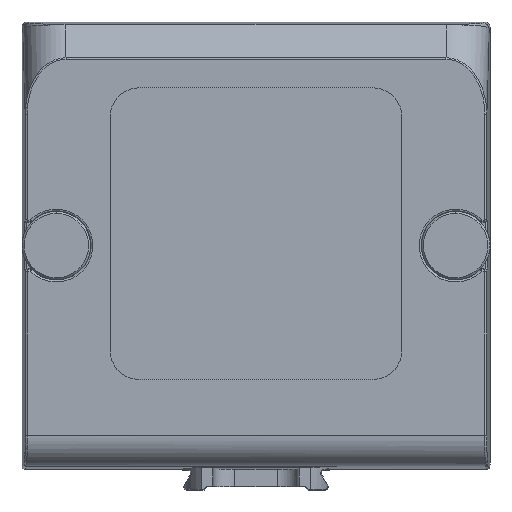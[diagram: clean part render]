
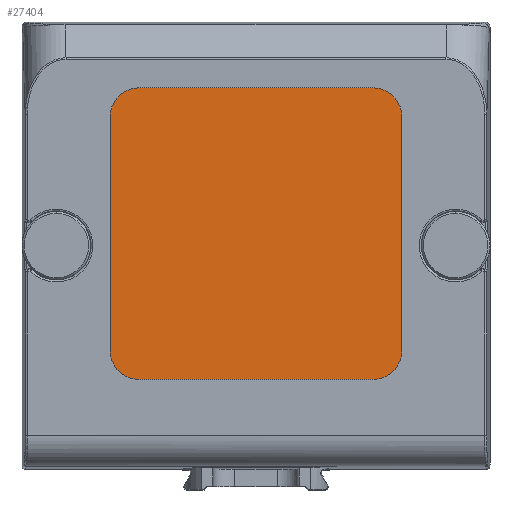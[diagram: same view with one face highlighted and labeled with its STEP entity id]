
A CAD part, front view. The second image highlights one B-rep face of the part: STEP entity #27404.
In plain terms, the highlighted planar face has unit normal (0, -1, 0).
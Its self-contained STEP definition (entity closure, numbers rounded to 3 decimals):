
#12051=CARTESIAN_POINT('',(214.158,97.67,72.4));
#12052=DIRECTION('',(0.,-1.,0.));
#12053=DIRECTION('',(0.,0.,1.));
#12054=AXIS2_PLACEMENT_3D('',#12051,#12052,#12053);
#12066=DIRECTION('',(-1.,0.,0.));
#12067=VECTOR('',#12066,22.5);
#12068=CARTESIAN_POINT('',(236.658,97.67,75.167));
#12069=LINE('',#12068,#12067);
#12080=CARTESIAN_POINT('',(236.658,97.67,72.4));
#12081=DIRECTION('',(0.,-1.,0.));
#12082=DIRECTION('',(1.,0.,0.));
#12083=AXIS2_PLACEMENT_3D('',#12080,#12081,#12082);
#12095=DIRECTION('',(0.,0.,1.));
#12096=VECTOR('',#12095,22.5);
#12097=CARTESIAN_POINT('',(239.425,97.67,49.9));
#12098=LINE('',#12097,#12096);
#12109=CARTESIAN_POINT('',(236.658,97.67,49.9));
#12110=DIRECTION('',(0.,-1.,0.));
#12111=DIRECTION('',(0.,0.,-1.));
#12112=AXIS2_PLACEMENT_3D('',#12109,#12110,#12111);
#12124=DIRECTION('',(1.,0.,0.));
#12125=VECTOR('',#12124,22.5);
#12126=CARTESIAN_POINT('',(214.158,97.67,47.133));
#12127=LINE('',#12126,#12125);
#12138=CARTESIAN_POINT('',(214.158,97.67,49.9));
#12139=DIRECTION('',(0.,-1.,0.));
#12140=DIRECTION('',(-1.,0.,0.));
#12141=AXIS2_PLACEMENT_3D('',#12138,#12139,#12140);
#12153=DIRECTION('',(0.,0.,-1.));
#12154=VECTOR('',#12153,22.5);
#12155=CARTESIAN_POINT('',(211.391,97.67,72.4));
#12156=LINE('',#12155,#12154);
#18055=CARTESIAN_POINT('',(214.158,97.67,75.167));
#18056=CARTESIAN_POINT('',(211.391,97.67,72.4));
#18057=VERTEX_POINT('',#18055);
#18058=VERTEX_POINT('',#18056);
#18059=CARTESIAN_POINT('',(211.391,97.67,49.9));
#18060=VERTEX_POINT('',#18059);
#18061=CARTESIAN_POINT('',(214.158,97.67,47.133));
#18062=VERTEX_POINT('',#18061);
#18063=CARTESIAN_POINT('',(236.658,97.67,47.133));
#18064=VERTEX_POINT('',#18063);
#18065=CARTESIAN_POINT('',(239.425,97.67,49.9));
#18066=VERTEX_POINT('',#18065);
#18067=CARTESIAN_POINT('',(239.425,97.67,72.4));
#18068=VERTEX_POINT('',#18067);
#18069=CARTESIAN_POINT('',(236.658,97.67,75.167));
#18070=VERTEX_POINT('',#18069);
#27382=CARTESIAN_POINT('',(220.708,97.67,36.8));
#27383=DIRECTION('',(0.,-1.,0.));
#27384=DIRECTION('',(-1.,0.,0.));
#27385=AXIS2_PLACEMENT_3D('',#27382,#27383,#27384);
#27386=PLANE('',#27385);
#27387=ORIENTED_EDGE('',*,*,#27372,.F.);
#27389=ORIENTED_EDGE('',*,*,#27388,.F.);
#27391=ORIENTED_EDGE('',*,*,#27390,.F.);
#27393=ORIENTED_EDGE('',*,*,#27392,.F.);
#27395=ORIENTED_EDGE('',*,*,#27394,.F.);
#27397=ORIENTED_EDGE('',*,*,#27396,.F.);
#27399=ORIENTED_EDGE('',*,*,#27398,.F.);
#27401=ORIENTED_EDGE('',*,*,#27400,.F.);
#27402=EDGE_LOOP('',(#27387,#27389,#27391,#27393,#27395,#27397,#27399,#27401));
#27403=FACE_OUTER_BOUND('',#27402,.F.);
#27404=ADVANCED_FACE('',(#27403),#27386,.T.);
#12055=CIRCLE('',#12054,2.767);
#12084=CIRCLE('',#12083,2.767);
#12113=CIRCLE('',#12112,2.767);
#12142=CIRCLE('',#12141,2.767);
#27372=EDGE_CURVE('',#18057,#18058,#12055,.T.);
#27388=EDGE_CURVE('',#18070,#18057,#12069,.T.);
#27390=EDGE_CURVE('',#18068,#18070,#12084,.T.);
#27392=EDGE_CURVE('',#18066,#18068,#12098,.T.);
#27394=EDGE_CURVE('',#18064,#18066,#12113,.T.);
#27396=EDGE_CURVE('',#18062,#18064,#12127,.T.);
#27398=EDGE_CURVE('',#18060,#18062,#12142,.T.);
#27400=EDGE_CURVE('',#18058,#18060,#12156,.T.);
